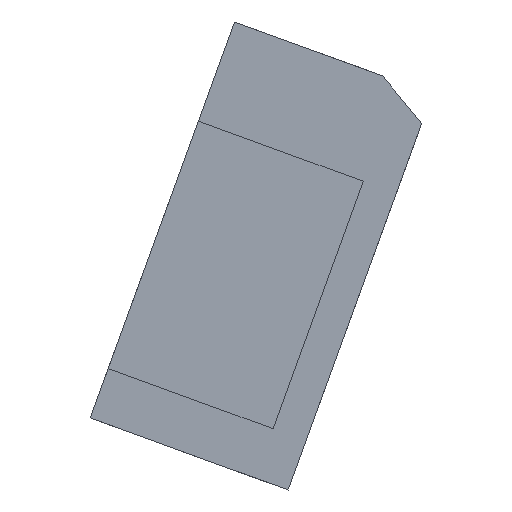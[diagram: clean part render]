
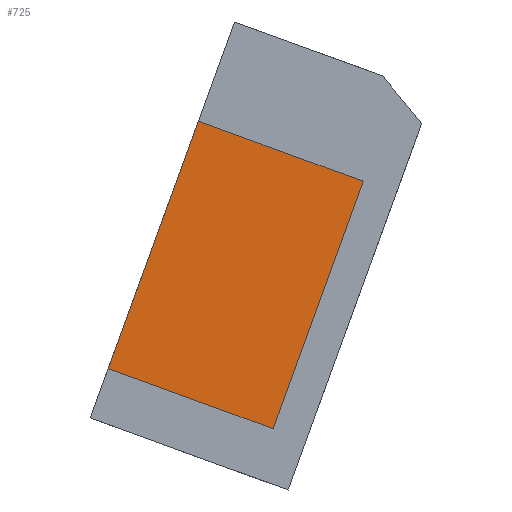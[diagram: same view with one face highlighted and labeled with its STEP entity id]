
A CAD part, front view. The second image highlights one B-rep face of the part: STEP entity #725.
In plain terms, the highlighted planar face has unit normal (0, -1, 0).
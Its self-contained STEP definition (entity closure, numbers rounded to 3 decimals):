
#39=FACE_OUTER_BOUND('',#77,.T.);
#77=EDGE_LOOP('',(#483,#484,#485,#486));
#122=LINE('',#1024,#216);
#123=LINE('',#1026,#217);
#124=LINE('',#1028,#218);
#125=LINE('',#1029,#219);
#216=VECTOR('',#830,10.);
#217=VECTOR('',#831,10.);
#218=VECTOR('',#832,10.);
#219=VECTOR('',#833,10.);
#310=VERTEX_POINT('',#1022);
#311=VERTEX_POINT('',#1023);
#312=VERTEX_POINT('',#1025);
#313=VERTEX_POINT('',#1027);
#378=EDGE_CURVE('',#310,#311,#122,.T.);
#379=EDGE_CURVE('',#310,#312,#123,.T.);
#380=EDGE_CURVE('',#312,#313,#124,.T.);
#381=EDGE_CURVE('',#311,#313,#125,.T.);
#483=ORIENTED_EDGE('',*,*,#378,.F.);
#484=ORIENTED_EDGE('',*,*,#379,.T.);
#485=ORIENTED_EDGE('',*,*,#380,.T.);
#486=ORIENTED_EDGE('',*,*,#381,.F.);
#693=PLANE('',#777);
#725=ADVANCED_FACE('',(#39),#693,.F.);
#777=AXIS2_PLACEMENT_3D('',#1021,#828,#829);
#828=DIRECTION('center_axis',(0.,1.,0.));
#829=DIRECTION('ref_axis',(0.342,0.,0.94));
#830=DIRECTION('',(0.342,0.,0.94));
#831=DIRECTION('',(0.94,0.,-0.342));
#832=DIRECTION('',(0.342,0.,0.94));
#833=DIRECTION('',(0.94,0.,-0.342));
#1021=CARTESIAN_POINT('Origin',(-92.535,55.,302.385));
#1022=CARTESIAN_POINT('',(-92.535,55.,302.385));
#1023=CARTESIAN_POINT('',(-87.405,55.,316.48));
#1024=CARTESIAN_POINT('',(-88.941,55.,312.258));
#1025=CARTESIAN_POINT('',(-83.138,55.,298.965));
#1026=CARTESIAN_POINT('',(-92.535,55.,302.385));
#1027=CARTESIAN_POINT('',(-78.008,55.,313.06));
#1028=CARTESIAN_POINT('',(-83.138,55.,298.965));
#1029=CARTESIAN_POINT('',(-87.405,55.,316.48));
